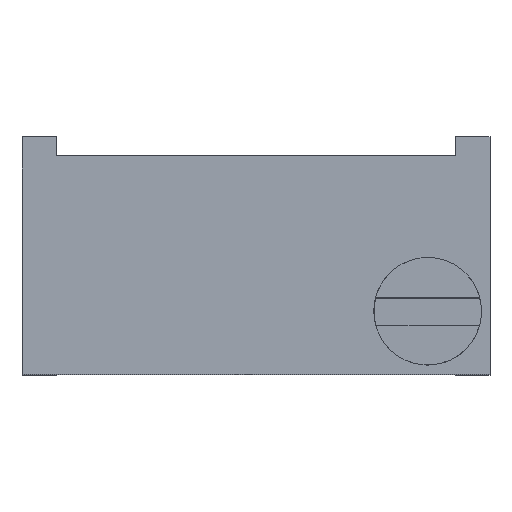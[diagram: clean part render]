
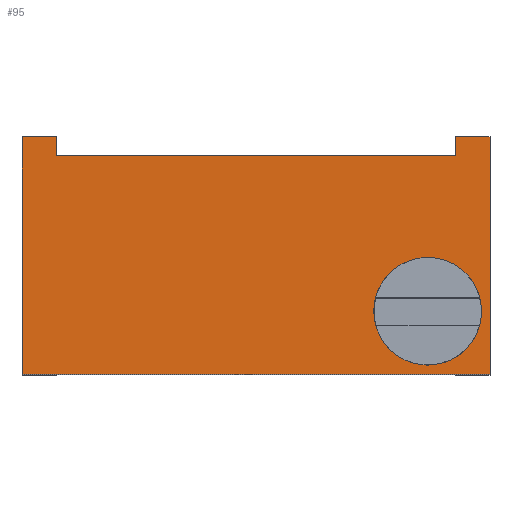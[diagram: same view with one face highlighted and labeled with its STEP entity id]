
A CAD part, top view. The second image highlights one B-rep face of the part: STEP entity #95.
In plain terms, the highlighted planar face has unit normal (0, 0, 1).
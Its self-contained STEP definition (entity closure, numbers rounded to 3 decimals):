
#13=DIRECTION('',(0.,0.,1.));
#20=ORIENTED_EDGE('',*,*,#21,.F.);
#21=EDGE_CURVE('',#22,#24,#26,.T.);
#22=VERTEX_POINT('',#23);
#23=CARTESIAN_POINT('',(-6.605,0.76,10.03));
#24=VERTEX_POINT('',#25);
#25=CARTESIAN_POINT('',(1.525,0.76,10.03));
#26=LINE('',#27,#28);
#27=CARTESIAN_POINT('',(-7.305,0.76,10.03));
#28=VECTOR('',#29,1.);
#29=DIRECTION('',(1.,0.,0.));
#82=CARTESIAN_POINT('',(2.225,0.76,10.03));
#94=DIRECTION('',(0.,-1.,0.));
#95=ADVANCED_FACE('',(#96,#132),#141,.T.);
#96=FACE_BOUND('',#97,.T.);
#97=EDGE_LOOP('',(#98,#105,#111,#116,#20,#119,#124,#129));
#98=ORIENTED_EDGE('',*,*,#99,.T.);
#99=EDGE_CURVE('',#100,#102,#104,.T.);
#100=VERTEX_POINT('',#101);
#101=CARTESIAN_POINT('',(-7.305,-3.69,10.03));
#102=VERTEX_POINT('',#103);
#103=CARTESIAN_POINT('',(2.225,-3.69,10.03));
#104=LINE('',#101,#28);
#105=ORIENTED_EDGE('',*,*,#106,.F.);
#106=EDGE_CURVE('',#107,#102,#109,.T.);
#107=VERTEX_POINT('',#108);
#108=CARTESIAN_POINT('',(2.225,1.14,10.03));
#109=LINE('',#82,#110);
#110=VECTOR('',#94,1.);
#111=ORIENTED_EDGE('',*,*,#112,.F.);
#112=EDGE_CURVE('',#113,#107,#115,.T.);
#113=VERTEX_POINT('',#114);
#114=CARTESIAN_POINT('',(1.525,1.14,10.03));
#115=LINE('',#114,#28);
#116=ORIENTED_EDGE('',*,*,#117,.T.);
#117=EDGE_CURVE('',#113,#24,#118,.T.);
#118=LINE('',#114,#110);
#119=ORIENTED_EDGE('',*,*,#120,.F.);
#120=EDGE_CURVE('',#121,#22,#123,.T.);
#121=VERTEX_POINT('',#122);
#122=CARTESIAN_POINT('',(-6.605,1.14,10.03));
#123=LINE('',#122,#110);
#124=ORIENTED_EDGE('',*,*,#125,.F.);
#125=EDGE_CURVE('',#126,#121,#128,.T.);
#126=VERTEX_POINT('',#127);
#127=CARTESIAN_POINT('',(-7.305,1.14,10.03));
#128=LINE('',#127,#28);
#129=ORIENTED_EDGE('',*,*,#130,.T.);
#130=EDGE_CURVE('',#126,#100,#131,.T.);
#131=LINE('',#127,#110);
#132=FACE_BOUND('',#133,.T.);
#133=EDGE_LOOP('',(#134));
#134=ORIENTED_EDGE('',*,*,#135,.F.);
#135=EDGE_CURVE('',#136,#136,#138,.T.);
#136=VERTEX_POINT('',#137);
#137=CARTESIAN_POINT('',(2.05,-2.41,10.03));
#138=CIRCLE('',#139,1.095);
#139=AXIS2_PLACEMENT_3D('',#140,#13,#29);
#140=CARTESIAN_POINT('',(0.955,-2.41,10.03));
#141=PLANE('',#142);
#142=AXIS2_PLACEMENT_3D('',#143,#144,#145);
#143=CARTESIAN_POINT('',(-2.54,-1.322,10.03));
#144=DIRECTION('',(-0.,0.,1.));
#145=DIRECTION('',(0.,1.,0.));
